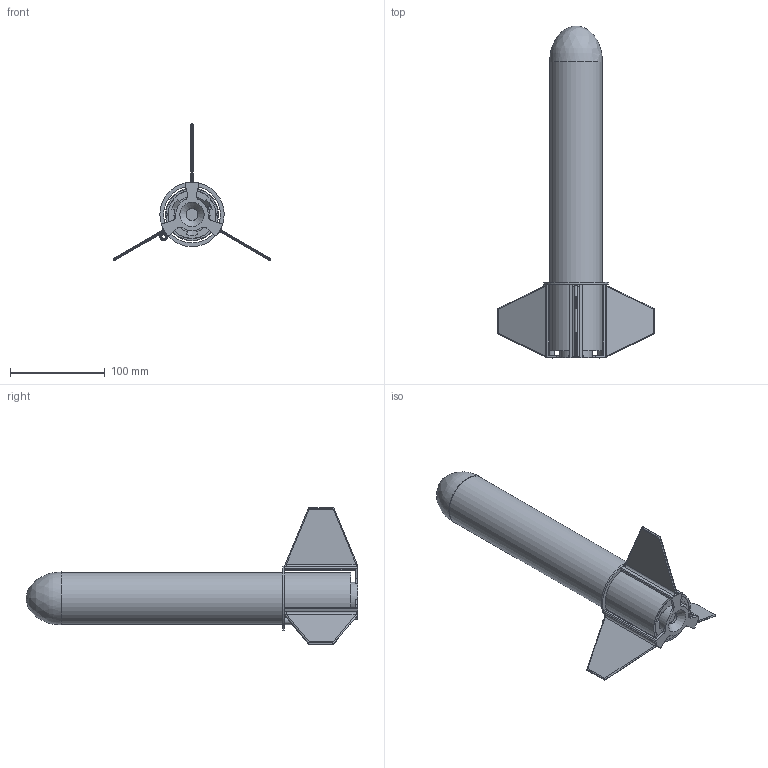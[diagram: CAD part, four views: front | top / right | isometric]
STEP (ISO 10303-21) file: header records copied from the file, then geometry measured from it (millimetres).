
FILE_DESCRIPTION(/* description */ (''),/* implementation_level */ '2;1');
FILE_NAME(/* name */ 'Assembly v5.step',/* time_stamp */ '2023-09-28T22:52:05-04:00',/* author */ (''),/* organization */ (''),/* preprocessor_version */ 'ST-DEVELOPER v20',/* originating_system */ 'Autodesk Translation Framework v12.14.0.127',/* authorisation */ '');
FILE_SCHEMA (('AUTOMOTIVE_DESIGN { 1 0 10303 214 3 1 1 }'));
Length unit declared in the file: millimetre
Products named in the file (5): Assembly; UnknownCardboardTube; LatchMech; Estes_D-12_Motor; NoseCone
Assembly tree (4 placements, depth 3):
  Assembly
    UnknownCardboardTube
    LatchMech
      Estes_D-12_Motor
    NoseCone
Bounding box: 165.99 x 349.8 x 144.02 mm (x, y, z)
Volume: 271214.9 mm3; surface area: 199275.5 mm2
Topology: 7 solids, 7 shells, 281 faces, 771 edges, 500 vertices
Faces by surface type: cylinder 112, plane 108, torus 39, bspline 18, cone 4
Full cylindrical faces by diameter (mm): 4.175 x1, 11 x1, 12.5 x1, 15 x1, 24 x1, 26 x2, 28 x1, 34 x1, 44.8 x1, 46.8 x1, 48.8 x1, 50.05 x2, 50.8 x1, 54.8 x1, 59.8 x1
Entity records: 10467 total; most frequent: CARTESIAN_POINT 3205, ORIENTED_EDGE 1530, DIRECTION 1491, EDGE_CURVE 765, AXIS2_PLACEMENT_3D 584, VERTEX_POINT 500, LINE 323, VECTOR 323
